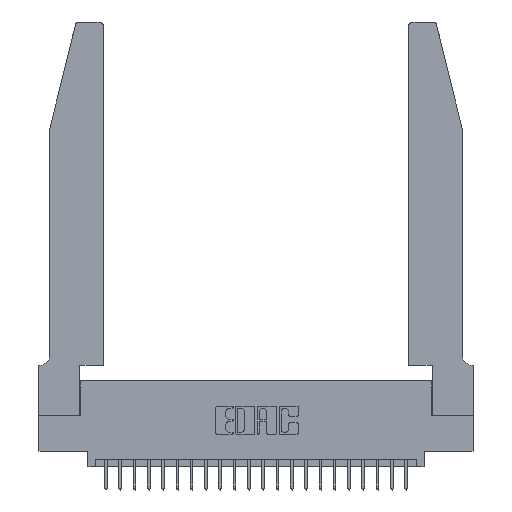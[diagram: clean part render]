
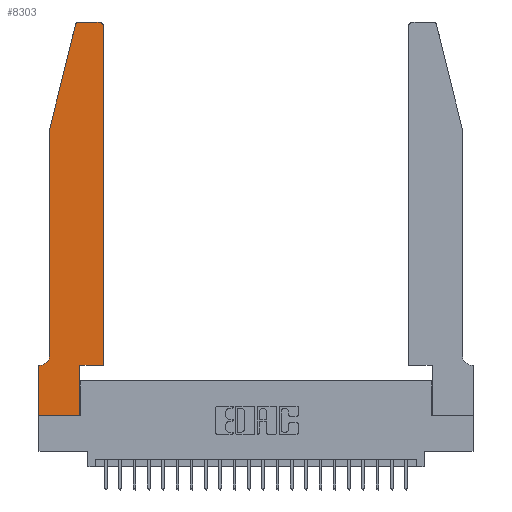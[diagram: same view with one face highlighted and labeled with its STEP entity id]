
A CAD part, top view. The second image highlights one B-rep face of the part: STEP entity #8303.
In plain terms, the highlighted planar face has unit normal (0, 0, 1).
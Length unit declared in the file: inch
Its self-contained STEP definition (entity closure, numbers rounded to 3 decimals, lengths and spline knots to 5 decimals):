
#211 = VECTOR ( 'NONE', #22484, 39.37008 ) ;
#448 = VERTEX_POINT ( 'NONE', #19871 ) ;
#760 = ORIENTED_EDGE ( 'NONE', *, *, #14605, .T. ) ;
#1038 = ORIENTED_EDGE ( 'NONE', *, *, #1385, .T. ) ;
#1066 = CARTESIAN_POINT ( 'NONE',  ( 0.0755, 2., 0.37 ) ) ;
#1385 = EDGE_CURVE ( 'NONE', #17282, #2510, #10707, .T. ) ;
#1415 = CARTESIAN_POINT ( 'NONE',  ( 0., 0., 0.37 ) ) ;
#1420 = VECTOR ( 'NONE', #12706, 39.37008 ) ;
#1639 = VERTEX_POINT ( 'NONE', #12966 ) ;
#1697 = CARTESIAN_POINT ( 'NONE',  ( 0.0055, 0.42, 0.37 ) ) ;
#2488 = VERTEX_POINT ( 'NONE', #6522 ) ;
#2510 = VERTEX_POINT ( 'NONE', #3023 ) ;
#2863 = VERTEX_POINT ( 'NONE', #11955 ) ;
#3023 = CARTESIAN_POINT ( 'NONE',  ( 0.0055, 0.35, 0.37 ) ) ;
#3426 = ORIENTED_EDGE ( 'NONE', *, *, #20129, .T. ) ;
#3447 = ORIENTED_EDGE ( 'NONE', *, *, #16308, .T. ) ;
#3877 = CARTESIAN_POINT ( 'NONE',  ( 0.284, 2.75, 0.37 ) ) ;
#3949 = CARTESIAN_POINT ( 'NONE',  ( 0.2865, 0.35, 0.37 ) ) ;
#4110 = LINE ( 'NONE', #3949, #9301 ) ;
#5377 = EDGE_CURVE ( 'NONE', #448, #2488, #4110, .T. ) ;
#5438 = VECTOR ( 'NONE', #22307, 39.37008 ) ;
#5472 = CARTESIAN_POINT ( 'NONE',  ( 0.284, 2.72, 0.37 ) ) ;
#5897 = EDGE_CURVE ( 'NONE', #2510, #9293, #12036, .T. ) ;
#5906 = DIRECTION ( 'NONE',  ( 0., 1., 0. ) ) ;
#6481 = LINE ( 'NONE', #15512, #16156 ) ;
#6499 = ORIENTED_EDGE ( 'NONE', *, *, #15795, .T. ) ;
#6522 = CARTESIAN_POINT ( 'NONE',  ( 0.2865, 0.35, 0.37 ) ) ;
#6903 = VECTOR ( 'NONE', #11152, 39.37008 ) ;
#7418 = VERTEX_POINT ( 'NONE', #3877 ) ;
#7436 = DIRECTION ( 'NONE',  ( 1., 0., 0. ) ) ;
#7486 = ORIENTED_EDGE ( 'NONE', *, *, #16984, .T. ) ;
#7573 = VECTOR ( 'NONE', #12016, 39.37008 ) ;
#7841 = DIRECTION ( 'NONE',  ( 0., 1., 0. ) ) ;
#8173 = ORIENTED_EDGE ( 'NONE', *, *, #23691, .T. ) ;
#8179 = LINE ( 'NONE', #10104, #7573 ) ;
#8299 = FACE_OUTER_BOUND ( 'NONE', #24937, .T. ) ;
#8303 = ADVANCED_FACE ( 'NONE', ( #8299 ), #20353, .T. ) ;
#8874 = CARTESIAN_POINT ( 'NONE',  ( 0., 0.35, 0.37 ) ) ;
#8930 = CARTESIAN_POINT ( 'NONE',  ( 0., 0., 0.37 ) ) ;
#9224 = CARTESIAN_POINT ( 'NONE',  ( 0.0755, 0.35, 0.37 ) ) ;
#9293 = VERTEX_POINT ( 'NONE', #22069 ) ;
#9301 = VECTOR ( 'NONE', #5906, 39.37008 ) ;
#10104 = CARTESIAN_POINT ( 'NONE',  ( 0.4505, 0.35, 0.37 ) ) ;
#10321 = ORIENTED_EDGE ( 'NONE', *, *, #18050, .T. ) ;
#10495 = VECTOR ( 'NONE', #14141, 39.37008 ) ;
#10595 = LINE ( 'NONE', #18688, #211 ) ;
#10707 = CIRCLE ( 'NONE', #11148, 0.07 ) ;
#11093 = DIRECTION ( 'NONE',  ( -1., 0., 0. ) ) ;
#11148 = AXIS2_PLACEMENT_3D ( 'NONE', #1697, #15799, #11093 ) ;
#11152 = DIRECTION ( 'NONE',  ( -1., 0., 0. ) ) ;
#11271 = CARTESIAN_POINT ( 'NONE',  ( 0.25487, 2.72718, 0.37 ) ) ;
#11520 = CARTESIAN_POINT ( 'NONE',  ( 0.4205, 2.72, 0.37 ) ) ;
#11696 = LINE ( 'NONE', #12198, #10495 ) ;
#11711 = CARTESIAN_POINT ( 'NONE',  ( 0.0755, 2., 0.37 ) ) ;
#11752 = AXIS2_PLACEMENT_3D ( 'NONE', #8874, #24152, #12737 ) ;
#11955 = CARTESIAN_POINT ( 'NONE',  ( 0.4505, 2.72, 0.37 ) ) ;
#12016 = DIRECTION ( 'NONE',  ( 1., 0., 0. ) ) ;
#12036 = LINE ( 'NONE', #9224, #6903 ) ;
#12198 = CARTESIAN_POINT ( 'NONE',  ( 0.2605, 2.75, 0.37 ) ) ;
#12267 = CIRCLE ( 'NONE', #14150, 0.03 ) ;
#12667 = ORIENTED_EDGE ( 'NONE', *, *, #14745, .T. ) ;
#12706 = DIRECTION ( 'NONE',  ( -0.239, -0.971, 0. ) ) ;
#12737 = DIRECTION ( 'NONE',  ( 1., 0., 0. ) ) ;
#12966 = CARTESIAN_POINT ( 'NONE',  ( 0.4205, 2.75, 0.37 ) ) ;
#13251 = ORIENTED_EDGE ( 'NONE', *, *, #5377, .T. ) ;
#13443 = DIRECTION ( 'NONE',  ( 1., 0., 0. ) ) ;
#13856 = AXIS2_PLACEMENT_3D ( 'NONE', #5472, #18948, #7436 ) ;
#14141 = DIRECTION ( 'NONE',  ( -1., 0., 0. ) ) ;
#14150 = AXIS2_PLACEMENT_3D ( 'NONE', #11520, #24832, #13443 ) ;
#14605 = EDGE_CURVE ( 'NONE', #19174, #448, #15725, .T. ) ;
#14745 = EDGE_CURVE ( 'NONE', #2488, #24312, #8179, .T. ) ;
#15512 = CARTESIAN_POINT ( 'NONE',  ( 0.4505, 0.35, 0.37 ) ) ;
#15725 = LINE ( 'NONE', #8930, #5438 ) ;
#15795 = EDGE_CURVE ( 'NONE', #20849, #17282, #10595, .T. ) ;
#15799 = DIRECTION ( 'NONE',  ( 0., 0., -1. ) ) ;
#15852 = ORIENTED_EDGE ( 'NONE', *, *, #22796, .T. ) ;
#16156 = VECTOR ( 'NONE', #7841, 39.37008 ) ;
#16308 = EDGE_CURVE ( 'NONE', #21330, #20849, #19534, .T. ) ;
#16984 = EDGE_CURVE ( 'NONE', #9293, #19174, #24839, .T. ) ;
#17282 = VERTEX_POINT ( 'NONE', #17624 ) ;
#17624 = CARTESIAN_POINT ( 'NONE',  ( 0.0755, 0.42, 0.37 ) ) ;
#18050 = EDGE_CURVE ( 'NONE', #2863, #1639, #12267, .T. ) ;
#18688 = CARTESIAN_POINT ( 'NONE',  ( 0.0755, 2., 0.37 ) ) ;
#18948 = DIRECTION ( 'NONE',  ( 0., 0., 1. ) ) ;
#19174 = VERTEX_POINT ( 'NONE', #1415 ) ;
#19481 = ORIENTED_EDGE ( 'NONE', *, *, #5897, .T. ) ;
#19534 = LINE ( 'NONE', #1066, #1420 ) ;
#19798 = VECTOR ( 'NONE', #24265, 39.37008 ) ;
#19871 = CARTESIAN_POINT ( 'NONE',  ( 0.2865, 0., 0.37 ) ) ;
#20129 = EDGE_CURVE ( 'NONE', #7418, #21330, #23444, .T. ) ;
#20353 = PLANE ( 'NONE',  #11752 ) ;
#20469 = CARTESIAN_POINT ( 'NONE',  ( 0., 0., 0.37 ) ) ;
#20849 = VERTEX_POINT ( 'NONE', #11711 ) ;
#21330 = VERTEX_POINT ( 'NONE', #11271 ) ;
#21386 = CARTESIAN_POINT ( 'NONE',  ( 0.4505, 0.35, 0.37 ) ) ;
#22069 = CARTESIAN_POINT ( 'NONE',  ( 0., 0.35, 0.37 ) ) ;
#22307 = DIRECTION ( 'NONE',  ( 1., 0., 0. ) ) ;
#22484 = DIRECTION ( 'NONE',  ( 0., -1., 0. ) ) ;
#22796 = EDGE_CURVE ( 'NONE', #1639, #7418, #11696, .T. ) ;
#23444 = CIRCLE ( 'NONE', #13856, 0.03 ) ;
#23691 = EDGE_CURVE ( 'NONE', #24312, #2863, #6481, .T. ) ;
#24152 = DIRECTION ( 'NONE',  ( 0., 0., 1. ) ) ;
#24265 = DIRECTION ( 'NONE',  ( 0., -1., 0. ) ) ;
#24312 = VERTEX_POINT ( 'NONE', #21386 ) ;
#24832 = DIRECTION ( 'NONE',  ( 0., 0., 1. ) ) ;
#24839 = LINE ( 'NONE', #20469, #19798 ) ;
#24937 = EDGE_LOOP ( 'NONE', ( #15852, #3426, #3447, #6499, #1038, #19481, #7486, #760, #13251, #12667, #8173, #10321 ) ) ;
